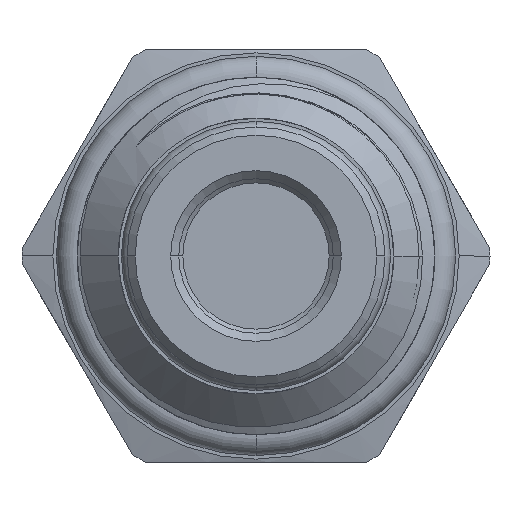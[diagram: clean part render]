
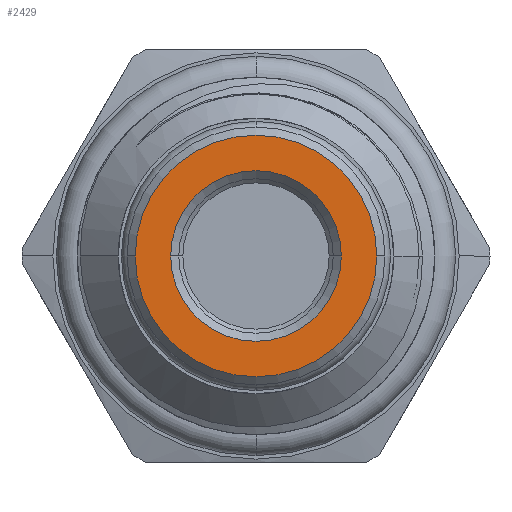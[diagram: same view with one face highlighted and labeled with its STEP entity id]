
A CAD part, left-side view. The second image highlights one B-rep face of the part: STEP entity #2429.
In plain terms, the highlighted planar face has unit normal (-1, 0, 0).
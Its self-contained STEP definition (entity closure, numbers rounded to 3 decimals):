
#353 = EDGE_LOOP ( 'NONE', ( #12963, #12943 ) ) ;
#623 = DIRECTION ( 'NONE',  ( 0., 1., 0. ) ) ;
#624 = DIRECTION ( 'NONE',  ( -1., 0., 0. ) ) ;
#625 = CARTESIAN_POINT ( 'NONE',  ( -70.8, 0., 0. ) ) ;
#715 = DIRECTION ( 'NONE',  ( 0., 1., 0. ) ) ;
#884 = DIRECTION ( 'NONE',  ( -1., 0., 0. ) ) ;
#896 = CARTESIAN_POINT ( 'NONE',  ( -70.8, 0., 0. ) ) ;
#2205 = CIRCLE ( 'NONE', #11509, 7.435 ) ;
#2225 = CIRCLE ( 'NONE', #10754, 5.25 ) ;
#2429 = ADVANCED_FACE ( 'NONE', ( #10299, #10305 ), #12331, .T. ) ;
#2767 = CARTESIAN_POINT ( 'NONE',  ( -70.8, -7.435, 0. ) ) ;
#5721 = EDGE_LOOP ( 'NONE', ( #12997, #13008 ) ) ;
#5851 = VERTEX_POINT ( 'NONE', #8927 ) ;
#5883 = CIRCLE ( 'NONE', #10539, 7.435 ) ;
#5959 = VERTEX_POINT ( 'NONE', #9012 ) ;
#7150 = VERTEX_POINT ( 'NONE', #9468 ) ;
#7235 = CARTESIAN_POINT ( 'NONE',  ( -70.8, 0., 0. ) ) ;
#7236 = DIRECTION ( 'NONE',  ( -1., 0., 0. ) ) ;
#7251 = DIRECTION ( 'NONE',  ( 0., 1., 0. ) ) ;
#7665 = DIRECTION ( 'NONE',  ( -1., 0., 0. ) ) ;
#7675 = CARTESIAN_POINT ( 'NONE',  ( -70.8, 0., 0. ) ) ;
#7693 = DIRECTION ( 'NONE',  ( 0., 1., 0. ) ) ;
#8927 = CARTESIAN_POINT ( 'NONE',  ( -70.8, 5.25, 0. ) ) ;
#9012 = CARTESIAN_POINT ( 'NONE',  ( -70.8, 7.435, 0. ) ) ;
#9468 = CARTESIAN_POINT ( 'NONE',  ( -70.8, -5.25, 0. ) ) ;
#9952 = CIRCLE ( 'NONE', #10624, 5.25 ) ;
#10299 = FACE_OUTER_BOUND ( 'NONE', #353, .T. ) ;
#10305 = FACE_BOUND ( 'NONE', #5721, .T. ) ;
#10539 = AXIS2_PLACEMENT_3D ( 'NONE', #896, #884, #715 ) ;
#10624 = AXIS2_PLACEMENT_3D ( 'NONE', #625, #624, #623 ) ;
#10754 = AXIS2_PLACEMENT_3D ( 'NONE', #7675, #7665, #7693 ) ;
#10821 = AXIS2_PLACEMENT_3D ( 'NONE', #12290, #12335, #12330 ) ;
#10910 = EDGE_CURVE ( 'NONE', #7150, #5851, #9952, .T. ) ;
#11065 = EDGE_CURVE ( 'NONE', #5959, #12936, #5883, .T. ) ;
#11269 = EDGE_CURVE ( 'NONE', #12936, #5959, #2205, .T. ) ;
#11413 = EDGE_CURVE ( 'NONE', #5851, #7150, #2225, .T. ) ;
#11509 = AXIS2_PLACEMENT_3D ( 'NONE', #7235, #7236, #7251 ) ;
#12290 = CARTESIAN_POINT ( 'NONE',  ( -70.8, 0., 0. ) ) ;
#12330 = DIRECTION ( 'NONE',  ( 0., 1., 0. ) ) ;
#12331 = PLANE ( 'NONE',  #10821 ) ;
#12335 = DIRECTION ( 'NONE',  ( -1., 0., 0. ) ) ;
#12936 = VERTEX_POINT ( 'NONE', #2767 ) ;
#12943 = ORIENTED_EDGE ( 'NONE', *, *, #11065, .T. ) ;
#12963 = ORIENTED_EDGE ( 'NONE', *, *, #11269, .T. ) ;
#12997 = ORIENTED_EDGE ( 'NONE', *, *, #11413, .F. ) ;
#13008 = ORIENTED_EDGE ( 'NONE', *, *, #10910, .F. ) ;
